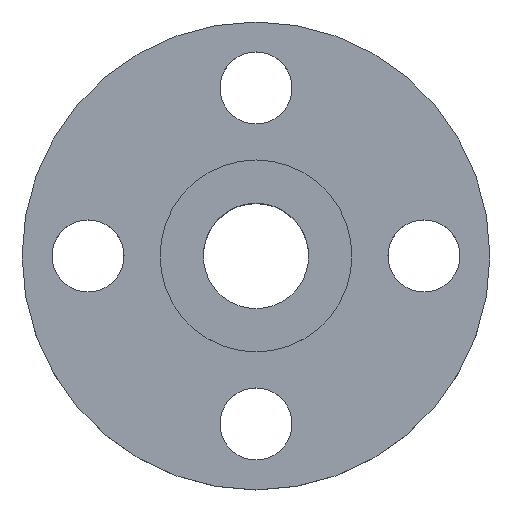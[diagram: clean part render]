
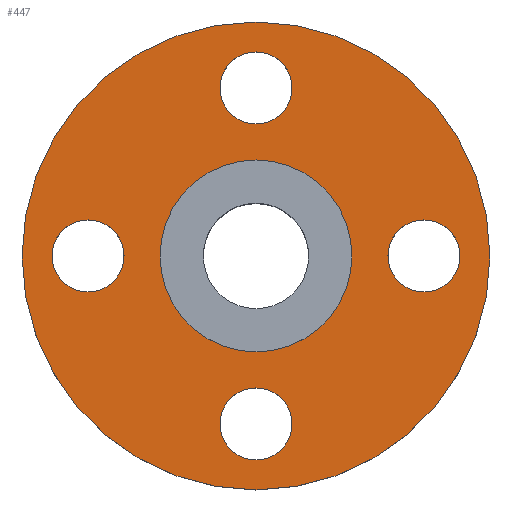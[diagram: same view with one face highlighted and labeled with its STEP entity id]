
A CAD part, top view. The second image highlights one B-rep face of the part: STEP entity #447.
In plain terms, the highlighted planar face has unit normal (0, 0, 1).
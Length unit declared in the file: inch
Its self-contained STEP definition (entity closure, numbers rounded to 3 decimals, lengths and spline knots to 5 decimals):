
#2 = DIRECTION ( 'NONE',  ( 0., 0., 1. ) ) ;
#16 = EDGE_CURVE ( 'NONE', #748, #596, #604, .T. ) ;
#28 = CARTESIAN_POINT ( 'NONE',  ( 2.4375, 0., -0.0625 ) ) ;
#43 = AXIS2_PLACEMENT_3D ( 'NONE', #469, #659, #735 ) ;
#57 = FACE_BOUND ( 'NONE', #519, .T. ) ;
#59 = AXIS2_PLACEMENT_3D ( 'NONE', #369, #717, #637 ) ;
#62 = EDGE_CURVE ( 'NONE', #782, #814, #256, .T. ) ;
#78 = CARTESIAN_POINT ( 'NONE',  ( 0., -1.75, -0.0625 ) ) ;
#79 = EDGE_CURVE ( 'NONE', #342, #395, #436, .T. ) ;
#102 = ORIENTED_EDGE ( 'NONE', *, *, #294, .T. ) ;
#105 = EDGE_CURVE ( 'NONE', #814, #782, #723, .T. ) ;
#121 = FACE_BOUND ( 'NONE', #261, .T. ) ;
#125 = EDGE_LOOP ( 'NONE', ( #172, #528 ) ) ;
#127 = CARTESIAN_POINT ( 'NONE',  ( -1., 0., -0.0625 ) ) ;
#136 = FACE_BOUND ( 'NONE', #125, .T. ) ;
#152 = DIRECTION ( 'NONE',  ( 0., 0., 1. ) ) ;
#153 = DIRECTION ( 'NONE',  ( 0., 0., 1. ) ) ;
#155 = CIRCLE ( 'NONE', #725, 2.4375 ) ;
#161 = CARTESIAN_POINT ( 'NONE',  ( 0.375, 1.75, -0.0625 ) ) ;
#162 = DIRECTION ( 'NONE',  ( 1., 0., 0. ) ) ;
#168 = CARTESIAN_POINT ( 'NONE',  ( 2.125, 0., -0.0625 ) ) ;
#172 = ORIENTED_EDGE ( 'NONE', *, *, #720, .F. ) ;
#177 = CARTESIAN_POINT ( 'NONE',  ( 1.375, 0., -0.0625 ) ) ;
#178 = CIRCLE ( 'NONE', #59, 0.375 ) ;
#198 = CARTESIAN_POINT ( 'NONE',  ( -1.375, 0., -0.0625 ) ) ;
#206 = AXIS2_PLACEMENT_3D ( 'NONE', #551, #433, #706 ) ;
#208 = CIRCLE ( 'NONE', #43, 0.375 ) ;
#212 = EDGE_CURVE ( 'NONE', #778, #670, #858, .T. ) ;
#218 = ORIENTED_EDGE ( 'NONE', *, *, #105, .F. ) ;
#219 = AXIS2_PLACEMENT_3D ( 'NONE', #431, #435, #162 ) ;
#240 = ORIENTED_EDGE ( 'NONE', *, *, #79, .F. ) ;
#241 = DIRECTION ( 'NONE',  ( 1., 0., 0. ) ) ;
#248 = ORIENTED_EDGE ( 'NONE', *, *, #704, .T. ) ;
#249 = CARTESIAN_POINT ( 'NONE',  ( -0.375, -1.75, -0.0625 ) ) ;
#251 = CARTESIAN_POINT ( 'NONE',  ( 0., 1., -0.0625 ) ) ;
#255 = VERTEX_POINT ( 'NONE', #28 ) ;
#256 = CIRCLE ( 'NONE', #463, 0.375 ) ;
#261 = EDGE_LOOP ( 'NONE', ( #263, #434 ) ) ;
#263 = ORIENTED_EDGE ( 'NONE', *, *, #853, .F. ) ;
#271 = VERTEX_POINT ( 'NONE', #168 ) ;
#278 = EDGE_LOOP ( 'NONE', ( #341, #218 ) ) ;
#281 = DIRECTION ( 'NONE',  ( 0., 1., 0. ) ) ;
#282 = VERTEX_POINT ( 'NONE', #774 ) ;
#284 = DIRECTION ( 'NONE',  ( 0., 0., 1. ) ) ;
#294 = EDGE_CURVE ( 'NONE', #255, #282, #503, .T. ) ;
#311 = EDGE_LOOP ( 'NONE', ( #586, #640 ) ) ;
#316 = DIRECTION ( 'NONE',  ( -1., 0., 0. ) ) ;
#326 = DIRECTION ( 'NONE',  ( -1., 0., 0. ) ) ;
#338 = CIRCLE ( 'NONE', #590, 0.375 ) ;
#340 = CIRCLE ( 'NONE', #833, 0.375 ) ;
#341 = ORIENTED_EDGE ( 'NONE', *, *, #62, .F. ) ;
#342 = VERTEX_POINT ( 'NONE', #198 ) ;
#369 = CARTESIAN_POINT ( 'NONE',  ( -1.75, 0., -0.0625 ) ) ;
#374 = FACE_BOUND ( 'NONE', #278, .T. ) ;
#395 = VERTEX_POINT ( 'NONE', #502 ) ;
#426 = AXIS2_PLACEMENT_3D ( 'NONE', #461, #536, #804 ) ;
#431 = CARTESIAN_POINT ( 'NONE',  ( 0., 0., -0.0625 ) ) ;
#433 = DIRECTION ( 'NONE',  ( 0., 0., 1. ) ) ;
#434 = ORIENTED_EDGE ( 'NONE', *, *, #16, .F. ) ;
#435 = DIRECTION ( 'NONE',  ( 0., 0., 1. ) ) ;
#436 = CIRCLE ( 'NONE', #426, 0.375 ) ;
#444 = DIRECTION ( 'NONE',  ( 1., 0., 0. ) ) ;
#447 = ADVANCED_FACE ( 'NONE', ( #121, #136, #374, #57, #569, #849 ), #642, .F. ) ;
#459 = ORIENTED_EDGE ( 'NONE', *, *, #785, .F. ) ;
#461 = CARTESIAN_POINT ( 'NONE',  ( -1.75, 0., -0.0625 ) ) ;
#463 = AXIS2_PLACEMENT_3D ( 'NONE', #473, #284, #281 ) ;
#469 = CARTESIAN_POINT ( 'NONE',  ( 0., 1.75, -0.0625 ) ) ;
#472 = EDGE_LOOP ( 'NONE', ( #102, #248 ) ) ;
#473 = CARTESIAN_POINT ( 'NONE',  ( 0., -1.75, -0.0625 ) ) ;
#475 = EDGE_CURVE ( 'NONE', #745, #271, #338, .T. ) ;
#476 = AXIS2_PLACEMENT_3D ( 'NONE', #78, #153, #602 ) ;
#490 = AXIS2_PLACEMENT_3D ( 'NONE', #251, #509, #316 ) ;
#492 = CARTESIAN_POINT ( 'NONE',  ( 0., 0., -0.0625 ) ) ;
#502 = CARTESIAN_POINT ( 'NONE',  ( -2.125, 0., -0.0625 ) ) ;
#503 = CIRCLE ( 'NONE', #206, 2.4375 ) ;
#509 = DIRECTION ( 'NONE',  ( 0., 0., -1. ) ) ;
#519 = EDGE_LOOP ( 'NONE', ( #240, #459 ) ) ;
#528 = ORIENTED_EDGE ( 'NONE', *, *, #475, .F. ) ;
#536 = DIRECTION ( 'NONE',  ( 0., 0., 1. ) ) ;
#551 = CARTESIAN_POINT ( 'NONE',  ( 0., 0., -0.0625 ) ) ;
#563 = CIRCLE ( 'NONE', #820, 1. ) ;
#569 = FACE_BOUND ( 'NONE', #311, .T. ) ;
#572 = CARTESIAN_POINT ( 'NONE',  ( 0., 0., -0.0625 ) ) ;
#583 = CARTESIAN_POINT ( 'NONE',  ( 1.75, 0., -0.0625 ) ) ;
#586 = ORIENTED_EDGE ( 'NONE', *, *, #828, .F. ) ;
#587 = DIRECTION ( 'NONE',  ( 0., 0., 1. ) ) ;
#590 = AXIS2_PLACEMENT_3D ( 'NONE', #607, #152, #326 ) ;
#596 = VERTEX_POINT ( 'NONE', #161 ) ;
#602 = DIRECTION ( 'NONE',  ( 0., 1., 0. ) ) ;
#604 = CIRCLE ( 'NONE', #617, 0.375 ) ;
#607 = CARTESIAN_POINT ( 'NONE',  ( 1.75, 0., -0.0625 ) ) ;
#617 = AXIS2_PLACEMENT_3D ( 'NONE', #715, #2, #653 ) ;
#626 = CARTESIAN_POINT ( 'NONE',  ( 1., 0., -0.0625 ) ) ;
#637 = DIRECTION ( 'NONE',  ( 1., 0., 0. ) ) ;
#640 = ORIENTED_EDGE ( 'NONE', *, *, #212, .F. ) ;
#642 = PLANE ( 'NONE',  #490 ) ;
#653 = DIRECTION ( 'NONE',  ( 0., -1., 0. ) ) ;
#659 = DIRECTION ( 'NONE',  ( 0., 0., 1. ) ) ;
#670 = VERTEX_POINT ( 'NONE', #626 ) ;
#704 = EDGE_CURVE ( 'NONE', #282, #255, #155, .T. ) ;
#705 = DIRECTION ( 'NONE',  ( 0., 0., 1. ) ) ;
#706 = DIRECTION ( 'NONE',  ( 1., 0., 0. ) ) ;
#713 = DIRECTION ( 'NONE',  ( 0., 0., 1. ) ) ;
#715 = CARTESIAN_POINT ( 'NONE',  ( 0., 1.75, -0.0625 ) ) ;
#717 = DIRECTION ( 'NONE',  ( 0., 0., 1. ) ) ;
#720 = EDGE_CURVE ( 'NONE', #271, #745, #340, .T. ) ;
#723 = CIRCLE ( 'NONE', #476, 0.375 ) ;
#725 = AXIS2_PLACEMENT_3D ( 'NONE', #492, #705, #241 ) ;
#727 = DIRECTION ( 'NONE',  ( -1., 0., 0. ) ) ;
#735 = DIRECTION ( 'NONE',  ( 0., -1., 0. ) ) ;
#745 = VERTEX_POINT ( 'NONE', #177 ) ;
#748 = VERTEX_POINT ( 'NONE', #856 ) ;
#774 = CARTESIAN_POINT ( 'NONE',  ( -2.4375, 0., -0.0625 ) ) ;
#778 = VERTEX_POINT ( 'NONE', #127 ) ;
#782 = VERTEX_POINT ( 'NONE', #789 ) ;
#785 = EDGE_CURVE ( 'NONE', #395, #342, #178, .T. ) ;
#789 = CARTESIAN_POINT ( 'NONE',  ( 0.375, -1.75, -0.0625 ) ) ;
#804 = DIRECTION ( 'NONE',  ( 1., 0., 0. ) ) ;
#814 = VERTEX_POINT ( 'NONE', #249 ) ;
#820 = AXIS2_PLACEMENT_3D ( 'NONE', #572, #587, #444 ) ;
#828 = EDGE_CURVE ( 'NONE', #670, #778, #563, .T. ) ;
#833 = AXIS2_PLACEMENT_3D ( 'NONE', #583, #713, #727 ) ;
#849 = FACE_OUTER_BOUND ( 'NONE', #472, .T. ) ;
#853 = EDGE_CURVE ( 'NONE', #596, #748, #208, .T. ) ;
#856 = CARTESIAN_POINT ( 'NONE',  ( -0.375, 1.75, -0.0625 ) ) ;
#858 = CIRCLE ( 'NONE', #219, 1. ) ;
